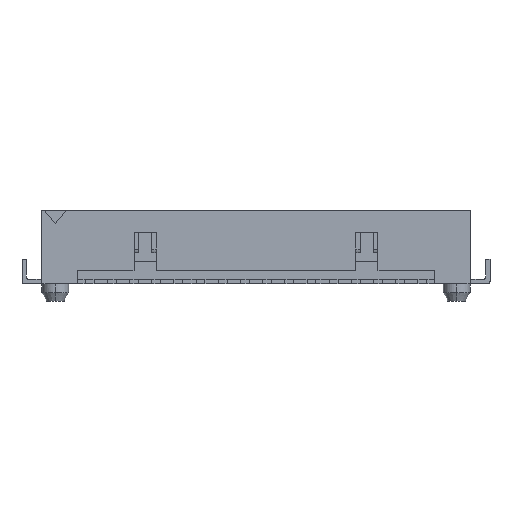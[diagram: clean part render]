
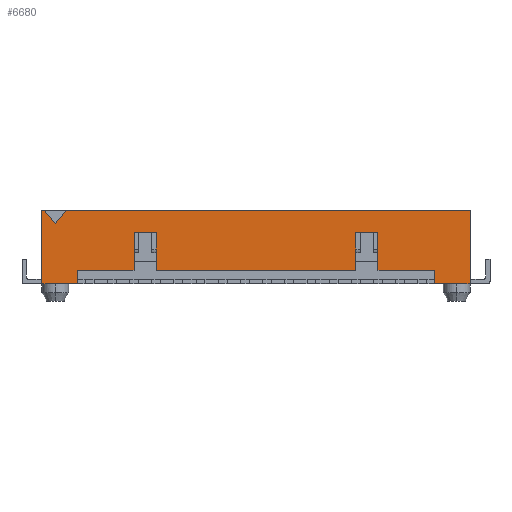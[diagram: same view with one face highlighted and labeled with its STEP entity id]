
A CAD part, left-side view. The second image highlights one B-rep face of the part: STEP entity #6680.
In plain terms, the highlighted planar face has unit normal (-1, 0, 0).
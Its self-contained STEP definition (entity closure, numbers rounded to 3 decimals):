
#3840=CARTESIAN_POINT('',(4.194,578.618,
-0.6));
#3850=VERTEX_POINT('',#3840);
#3880=CARTESIAN_POINT('',(4.194,0.,-0.6));
#3890=DIRECTION('',(0.,-1.,0.));
#3900=VECTOR('',#3890,1.);
#3910=LINE('',#3880,#3900);
#3920=CARTESIAN_POINT('',(4.194,576.068,
-0.6));
#3930=VERTEX_POINT('',#3920);
#3940=EDGE_CURVE('',#3850,#3930,#3910,.T.);
#5260=CARTESIAN_POINT('',(4.194,563.068,
0.45));
#5270=DIRECTION('',(1.,0.,0.));
#5280=DIRECTION('',(0.,0.,1.));
#5290=AXIS2_PLACEMENT_3D('',#5260,#5270,#5280);
#5300=PLANE('',#5290);
#5310=CARTESIAN_POINT('',(4.194,0.,1.1));
#5320=DIRECTION('',(0.,1.,0.));
#5330=VECTOR('',#5320,1.);
#5340=LINE('',#5310,#5330);
#5350=CARTESIAN_POINT('',(4.194,565.068,
1.1));
#5360=VERTEX_POINT('',#5350);
#5370=CARTESIAN_POINT('',(4.194,566.068,
1.1));
#5380=VERTEX_POINT('',#5370);
#5390=EDGE_CURVE('',#5360,#5380,#5340,.T.);
#5400=ORIENTED_EDGE('',*,*,#5390,.F.);
#5410=CARTESIAN_POINT('',(4.194,566.068,0.));
#5420=DIRECTION('',(0.,0.,1.));
#5430=VECTOR('',#5420,1.);
#5440=LINE('',#5410,#5430);
#5450=CARTESIAN_POINT('',(4.194,566.068,
-0.6));
#5460=VERTEX_POINT('',#5450);
#5470=EDGE_CURVE('',#5460,#5380,#5440,.T.);
#5480=ORIENTED_EDGE('',*,*,#5470,.T.);
#5490=CARTESIAN_POINT('',(4.194,0.,-0.6));
#5500=DIRECTION('',(0.,-1.,0.));
#5510=VECTOR('',#5500,1.);
#5520=LINE('',#5490,#5510);
#5530=CARTESIAN_POINT('',(4.194,575.068,
-0.6));
#5540=VERTEX_POINT('',#5530);
#5550=EDGE_CURVE('',#5540,#5460,#5520,.T.);
#5560=ORIENTED_EDGE('',*,*,#5550,.T.);
#5570=CARTESIAN_POINT('',(4.194,575.068,0.));
#5580=DIRECTION('',(0.,0.,1.));
#5590=VECTOR('',#5580,1.);
#5600=LINE('',#5570,#5590);
#5610=CARTESIAN_POINT('',(4.194,575.068,
1.1));
#5620=VERTEX_POINT('',#5610);
#5630=EDGE_CURVE('',#5540,#5620,#5600,.T.);
#5640=ORIENTED_EDGE('',*,*,#5630,.F.);
#5650=CARTESIAN_POINT('',(4.194,0.,1.1));
#5660=DIRECTION('',(0.,1.,0.));
#5670=VECTOR('',#5660,1.);
#5680=LINE('',#5650,#5670);
#5690=CARTESIAN_POINT('',(4.194,576.068,
1.1));
#5700=VERTEX_POINT('',#5690);
#5710=EDGE_CURVE('',#5620,#5700,#5680,.T.);
#5720=ORIENTED_EDGE('',*,*,#5710,.F.);
#5730=CARTESIAN_POINT('',(4.194,576.068,0.));
#5740=DIRECTION('',(0.,0.,1.));
#5750=VECTOR('',#5740,1.);
#5760=LINE('',#5730,#5750);
#5770=EDGE_CURVE('',#3930,#5700,#5760,.T.);
#5780=ORIENTED_EDGE('',*,*,#5770,.T.);
#5790=ORIENTED_EDGE('',*,*,#3940,.T.);
#5800=CARTESIAN_POINT('',(4.194,578.618,0.));
#5810=DIRECTION('',(0.,0.,1.));
#5820=VECTOR('',#5810,1.);
#5830=LINE('',#5800,#5820);
#5840=CARTESIAN_POINT('',(4.194,578.618,
-1.2));
#5850=VERTEX_POINT('',#5840);
#5860=EDGE_CURVE('',#5850,#3850,#5830,.T.);
#5870=ORIENTED_EDGE('',*,*,#5860,.T.);
#5880=CARTESIAN_POINT('',(4.194,0.,-1.2));
#5890=DIRECTION('',(0.,-1.,0.));
#5900=VECTOR('',#5890,1.);
#5910=LINE('',#5880,#5900);
#5920=CARTESIAN_POINT('',(4.194,580.218,
-1.2));
#5930=VERTEX_POINT('',#5920);
#5940=EDGE_CURVE('',#5930,#5850,#5910,.T.);
#5950=ORIENTED_EDGE('',*,*,#5940,.T.);
#5960=CARTESIAN_POINT('',(4.194,580.218,0.));
#5970=DIRECTION('',(0.,0.,1.));
#5980=VECTOR('',#5970,1.);
#5990=LINE('',#5960,#5980);
#6000=CARTESIAN_POINT('',(4.194,580.218,
2.1));
#6010=VERTEX_POINT('',#6000);
#6020=EDGE_CURVE('',#5930,#6010,#5990,.T.);
#6030=ORIENTED_EDGE('',*,*,#6020,.F.);
#6040=CARTESIAN_POINT('',(4.194,0.,2.1));
#6050=DIRECTION('',(0.,1.,0.));
#6060=VECTOR('',#6050,1.);
#6070=LINE('',#6040,#6060);
#6080=CARTESIAN_POINT('',(4.194,580.118,
2.1));
#6090=VERTEX_POINT('',#6080);
#6100=EDGE_CURVE('',#6090,#6010,#6070,.T.);
#6110=ORIENTED_EDGE('',*,*,#6100,.T.);
#6120=CARTESIAN_POINT('',(4.194,578.368,0.));
#6130=DIRECTION('',(0.,-0.64,-0.768));
#6140=VECTOR('',#6130,1.);
#6150=LINE('',#6120,#6140);
#6160=CARTESIAN_POINT('',(4.194,579.618,1.5));
#6170=VERTEX_POINT('',#6160);
#6180=EDGE_CURVE('',#6090,#6170,#6150,.T.);
#6190=ORIENTED_EDGE('',*,*,#6180,.F.);
#6200=CARTESIAN_POINT('',(4.194,580.868,0.));
#6210=DIRECTION('',(0.,-0.64,0.768));
#6220=VECTOR('',#6210,1.);
#6230=LINE('',#6200,#6220);
#6240=CARTESIAN_POINT('',(4.194,579.118,
2.1));
#6250=VERTEX_POINT('',#6240);
#6260=EDGE_CURVE('',#6170,#6250,#6230,.T.);
#6270=ORIENTED_EDGE('',*,*,#6260,.F.);
#6280=CARTESIAN_POINT('',(4.194,560.918,
2.1));
#6290=VERTEX_POINT('',#6280);
#6300=EDGE_CURVE('',#6290,#6250,#6070,.T.);
#6310=ORIENTED_EDGE('',*,*,#6300,.T.);
#6320=CARTESIAN_POINT('',(4.194,560.918,0.));
#6330=DIRECTION('',(0.,0.,-1.));
#6340=VECTOR('',#6330,1.);
#6350=LINE('',#6320,#6340);
#6360=CARTESIAN_POINT('',(4.194,560.918,
-1.2));
#6370=VERTEX_POINT('',#6360);
#6380=EDGE_CURVE('',#6290,#6370,#6350,.T.);
#6390=ORIENTED_EDGE('',*,*,#6380,.F.);
#6400=CARTESIAN_POINT('',(4.194,562.518,
-1.2));
#6410=VERTEX_POINT('',#6400);
#6420=EDGE_CURVE('',#6410,#6370,#5910,.T.);
#6430=ORIENTED_EDGE('',*,*,#6420,.T.);
#6440=CARTESIAN_POINT('',(4.194,562.518,0.));
#6450=DIRECTION('',(0.,0.,-1.));
#6460=VECTOR('',#6450,1.);
#6470=LINE('',#6440,#6460);
#6480=CARTESIAN_POINT('',(4.194,562.518,
-0.6));
#6490=VERTEX_POINT('',#6480);
#6500=EDGE_CURVE('',#6490,#6410,#6470,.T.);
#6510=ORIENTED_EDGE('',*,*,#6500,.T.);
#6520=CARTESIAN_POINT('',(4.194,0.,-0.6));
#6530=DIRECTION('',(0.,-1.,0.));
#6540=VECTOR('',#6530,1.);
#6550=LINE('',#6520,#6540);
#6560=CARTESIAN_POINT('',(4.194,565.068,
-0.6));
#6570=VERTEX_POINT('',#6560);
#6580=EDGE_CURVE('',#6570,#6490,#6550,.T.);
#6590=ORIENTED_EDGE('',*,*,#6580,.T.);
#6600=CARTESIAN_POINT('',(4.194,565.068,0.));
#6610=DIRECTION('',(0.,0.,1.));
#6620=VECTOR('',#6610,1.);
#6630=LINE('',#6600,#6620);
#6640=EDGE_CURVE('',#6570,#5360,#6630,.T.);
#6650=ORIENTED_EDGE('',*,*,#6640,.F.);
#6660=EDGE_LOOP('',(#6650,#6590,#6510,#6430,#6390,#6310,#6270,#6190,
#6110,#6030,#5950,#5870,#5790,#5780,#5720,#5640,#5560,#5480,#5400));
#6670=FACE_OUTER_BOUND('',#6660,.T.);
#6680=ADVANCED_FACE('',(#6670),#5300,.F.);
